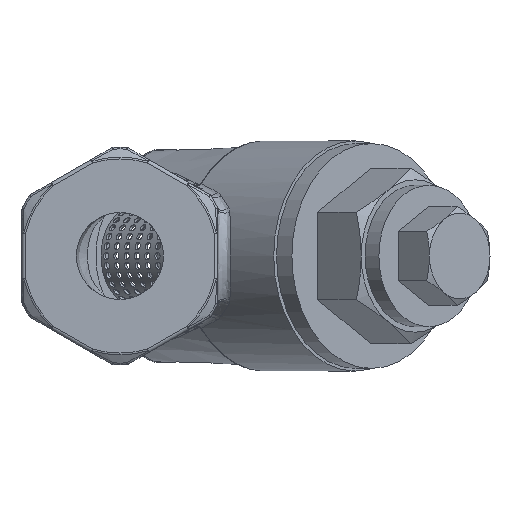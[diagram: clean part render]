
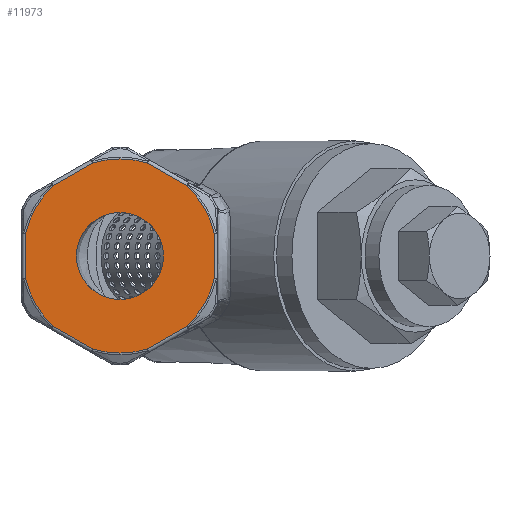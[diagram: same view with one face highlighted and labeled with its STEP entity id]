
A CAD part, left-side view. The second image highlights one B-rep face of the part: STEP entity #11973.
In plain terms, the highlighted planar face has unit normal (-1, 0, 0).
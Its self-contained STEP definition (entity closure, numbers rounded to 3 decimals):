
#294=PLANE('',#12823);
#361=CIRCLE('',#12693,6.);
#371=CIRCLE('',#12709,13.366);
#435=CIRCLE('',#12824,13.366);
#436=CIRCLE('',#12825,13.366);
#437=CIRCLE('',#12826,13.366);
#438=CIRCLE('',#12827,13.366);
#439=CIRCLE('',#12828,13.366);
#1231=LINE('',#25777,#1391);
#1232=LINE('',#25781,#1392);
#1233=LINE('',#25785,#1393);
#1234=LINE('',#25789,#1394);
#1235=LINE('',#25793,#1395);
#1236=LINE('',#25797,#1396);
#1391=VECTOR('',#14474,1000.);
#1392=VECTOR('',#14477,1000.);
#1393=VECTOR('',#14480,1000.);
#1394=VECTOR('',#14483,1000.);
#1395=VECTOR('',#14486,1000.);
#1396=VECTOR('',#14489,1000.);
#3203=ORIENTED_EDGE('',*,*,#5245,.F.);
#3204=ORIENTED_EDGE('',*,*,#5495,.F.);
#3205=ORIENTED_EDGE('',*,*,#5496,.T.);
#3206=ORIENTED_EDGE('',*,*,#5497,.F.);
#3207=ORIENTED_EDGE('',*,*,#5498,.T.);
#3208=ORIENTED_EDGE('',*,*,#5499,.F.);
#3209=ORIENTED_EDGE('',*,*,#5500,.T.);
#3210=ORIENTED_EDGE('',*,*,#5501,.F.);
#3211=ORIENTED_EDGE('',*,*,#5502,.T.);
#3212=ORIENTED_EDGE('',*,*,#5503,.F.);
#3213=ORIENTED_EDGE('',*,*,#5504,.T.);
#3214=ORIENTED_EDGE('',*,*,#5505,.F.);
#3215=ORIENTED_EDGE('',*,*,#5278,.T.);
#5245=EDGE_CURVE('',#6754,#6754,#361,.T.);
#5278=EDGE_CURVE('',#6783,#6782,#371,.T.);
#5495=EDGE_CURVE('',#6945,#6782,#1231,.T.);
#5496=EDGE_CURVE('',#6945,#6946,#435,.T.);
#5497=EDGE_CURVE('',#6947,#6946,#1232,.T.);
#5498=EDGE_CURVE('',#6947,#6948,#436,.T.);
#5499=EDGE_CURVE('',#6949,#6948,#1233,.T.);
#5500=EDGE_CURVE('',#6949,#6950,#437,.T.);
#5501=EDGE_CURVE('',#6951,#6950,#1234,.T.);
#5502=EDGE_CURVE('',#6951,#6952,#438,.T.);
#5503=EDGE_CURVE('',#6953,#6952,#1235,.T.);
#5504=EDGE_CURVE('',#6953,#6954,#439,.T.);
#5505=EDGE_CURVE('',#6783,#6954,#1236,.T.);
#6754=VERTEX_POINT('',#24407);
#6782=VERTEX_POINT('',#24595);
#6783=VERTEX_POINT('',#24597);
#6945=VERTEX_POINT('',#25778);
#6946=VERTEX_POINT('',#25780);
#6947=VERTEX_POINT('',#25782);
#6948=VERTEX_POINT('',#25784);
#6949=VERTEX_POINT('',#25786);
#6950=VERTEX_POINT('',#25788);
#6951=VERTEX_POINT('',#25790);
#6952=VERTEX_POINT('',#25792);
#6953=VERTEX_POINT('',#25794);
#6954=VERTEX_POINT('',#25796);
#9476=EDGE_LOOP('',(#3203));
#9477=EDGE_LOOP('',(#3204,#3205,#3206,#3207,#3208,#3209,#3210,#3211,#3212,
#3213,#3214,#3215));
#11193=FACE_BOUND('',#9476,.T.);
#11194=FACE_BOUND('',#9477,.T.);
#11973=ADVANCED_FACE('',(#11193,#11194),#294,.T.);
#12693=AXIS2_PLACEMENT_3D('',#24406,#14157,#14158);
#12709=AXIS2_PLACEMENT_3D('',#24596,#14189,#14190);
#12823=AXIS2_PLACEMENT_3D('',#25776,#14472,#14473);
#12824=AXIS2_PLACEMENT_3D('',#25779,#14475,#14476);
#12825=AXIS2_PLACEMENT_3D('',#25783,#14478,#14479);
#12826=AXIS2_PLACEMENT_3D('',#25787,#14481,#14482);
#12827=AXIS2_PLACEMENT_3D('',#25791,#14484,#14485);
#12828=AXIS2_PLACEMENT_3D('',#25795,#14487,#14488);
#14157=DIRECTION('',(-1.,0.,0.));
#14158=DIRECTION('',(0.,0.,1.));
#14189=DIRECTION('',(-1.,0.,0.));
#14190=DIRECTION('',(0.,0.,1.));
#14472=DIRECTION('',(-1.,0.,0.));
#14473=DIRECTION('',(0.,0.,-1.));
#14474=DIRECTION('',(0.,-0.866,0.5));
#14475=DIRECTION('',(-1.,0.,0.));
#14476=DIRECTION('',(0.,0.,1.));
#14477=DIRECTION('',(0.,0.,1.));
#14478=DIRECTION('',(-1.,0.,0.));
#14479=DIRECTION('',(0.,0.,1.));
#14480=DIRECTION('',(0.,0.866,0.5));
#14481=DIRECTION('',(-1.,0.,0.));
#14482=DIRECTION('',(0.,0.,1.));
#14483=DIRECTION('',(0.,0.866,-0.5));
#14484=DIRECTION('',(-1.,0.,0.));
#14485=DIRECTION('',(0.,0.,1.));
#14486=DIRECTION('',(0.,0.,-1.));
#14487=DIRECTION('',(-1.,0.,0.));
#14488=DIRECTION('',(0.,0.,1.));
#14489=DIRECTION('',(0.,-0.866,-0.5));
#24406=CARTESIAN_POINT('',(-32.5,0.,0.));
#24407=CARTESIAN_POINT('',(-32.5,0.,6.));
#24595=CARTESIAN_POINT('',(-32.5,3.81,12.812));
#24596=CARTESIAN_POINT('',(-32.5,0.,0.));
#24597=CARTESIAN_POINT('',(-32.5,-3.81,12.812));
#25776=CARTESIAN_POINT('',(-32.5,0.,0.));
#25777=CARTESIAN_POINT('',(-32.5,6.5,11.258));
#25778=CARTESIAN_POINT('',(-32.5,9.19,9.705));
#25779=CARTESIAN_POINT('',(-32.5,0.,0.));
#25780=CARTESIAN_POINT('',(-32.5,13.,3.107));
#25781=CARTESIAN_POINT('',(-32.5,13.,0.));
#25782=CARTESIAN_POINT('',(-32.5,13.,-3.107));
#25783=CARTESIAN_POINT('',(-32.5,0.,0.));
#25784=CARTESIAN_POINT('',(-32.5,9.19,-9.705));
#25785=CARTESIAN_POINT('',(-32.5,6.5,-11.258));
#25786=CARTESIAN_POINT('',(-32.5,3.81,-12.812));
#25787=CARTESIAN_POINT('',(-32.5,0.,0.));
#25788=CARTESIAN_POINT('',(-32.5,-3.81,-12.812));
#25789=CARTESIAN_POINT('',(-32.5,-6.5,-11.258));
#25790=CARTESIAN_POINT('',(-32.5,-9.19,-9.705));
#25791=CARTESIAN_POINT('',(-32.5,0.,0.));
#25792=CARTESIAN_POINT('',(-32.5,-13.,-3.107));
#25793=CARTESIAN_POINT('',(-32.5,-13.,0.));
#25794=CARTESIAN_POINT('',(-32.5,-13.,3.107));
#25795=CARTESIAN_POINT('',(-32.5,0.,0.));
#25796=CARTESIAN_POINT('',(-32.5,-9.19,9.705));
#25797=CARTESIAN_POINT('',(-32.5,-6.5,11.258));
